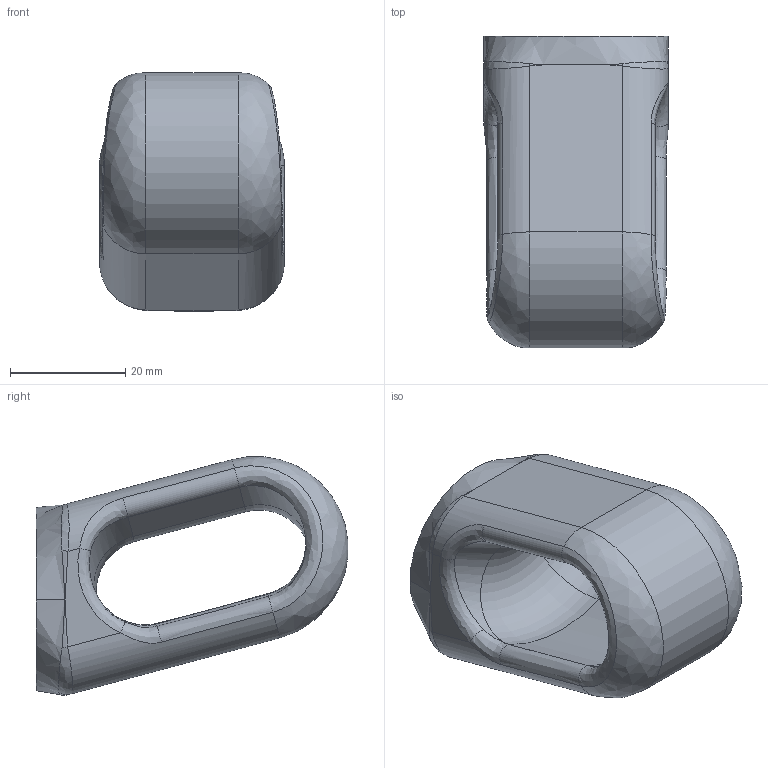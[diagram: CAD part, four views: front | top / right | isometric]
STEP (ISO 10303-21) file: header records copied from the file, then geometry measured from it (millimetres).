
FILE_DESCRIPTION(/* description */ (''),/* implementation_level */ '2;1');
FILE_NAME(/* name */ 'handle_3v6.step',/* time_stamp */ '2021-02-21T19:08:07+01:00',/* author */ (''),/* organization */ (''),/* preprocessor_version */ 'ST-DEVELOPER v18.1',/* originating_system */ 'Autodesk Translation Framework v9.7.1.1290',/* authorisation */ '');
FILE_SCHEMA (('AUTOMOTIVE_DESIGN { 1 0 10303 214 3 1 1 }'));
Length unit declared in the file: millimetre
Products named in the file (1): handle_3
Bounding box: 32 x 54.05 x 41.32 mm (x, y, z)
Volume: 26144.5 mm3; surface area: 9113.1 mm2
Topology: 1 solids, 1 shells, 57 faces, 152 edges, 87 vertices
Faces by surface type: bspline 26, plane 15, cylinder 14, torus 2
Entity records: 3007 total; most frequent: CARTESIAN_POINT 1772, ORIENTED_EDGE 292, DIRECTION 191, EDGE_CURVE 146, VERTEX_POINT 87, AXIS2_PLACEMENT_3D 74, B_SPLINE_CURVE_WITH_KNOTS 61, EDGE_LOOP 59
